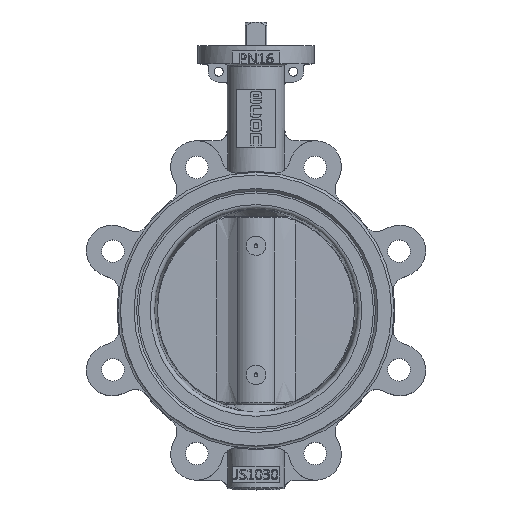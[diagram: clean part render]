
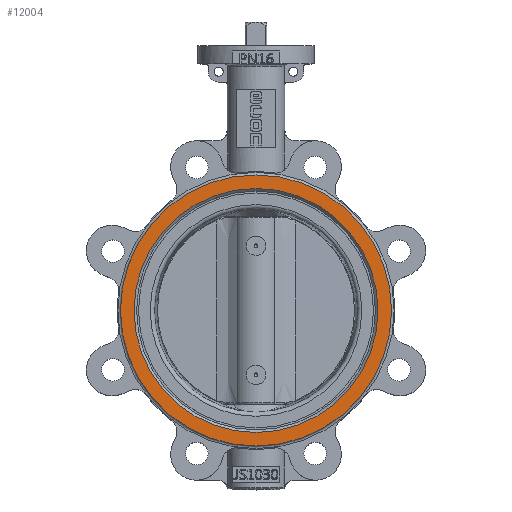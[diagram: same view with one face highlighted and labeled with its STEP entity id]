
A CAD part, top view. The second image highlights one B-rep face of the part: STEP entity #12004.
In plain terms, the highlighted planar face has unit normal (0, 0, 1).
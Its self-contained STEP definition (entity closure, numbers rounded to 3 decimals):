
#712=FACE_BOUND('',#2074,.T.);
#917=PLANE('',#12902);
#1348=FACE_OUTER_BOUND('',#2073,.T.);
#2073=EDGE_LOOP('',(#8752));
#2074=EDGE_LOOP('',(#8753));
#4621=CIRCLE('',#12903,105.);
#4622=CIRCLE('',#12904,94.5);
#5386=VERTEX_POINT('',#20698);
#5387=VERTEX_POINT('',#20700);
#6683=EDGE_CURVE('',#5386,#5386,#4621,.T.);
#6684=EDGE_CURVE('',#5387,#5387,#4622,.F.);
#8752=ORIENTED_EDGE('',*,*,#6683,.T.);
#8753=ORIENTED_EDGE('',*,*,#6684,.T.);
#12004=ADVANCED_FACE('',(#1348,#712),#917,.T.);
#12902=AXIS2_PLACEMENT_3D('',#20697,#14526,#14527);
#12903=AXIS2_PLACEMENT_3D('',#20699,#14528,#14529);
#12904=AXIS2_PLACEMENT_3D('',#20701,#14530,#14531);
#14526=DIRECTION('center_axis',(0.,0.,1.));
#14527=DIRECTION('ref_axis',(1.,0.,0.));
#14528=DIRECTION('center_axis',(0.,0.,1.));
#14529=DIRECTION('ref_axis',(1.,0.,0.));
#14530=DIRECTION('center_axis',(0.,0.,1.));
#14531=DIRECTION('ref_axis',(1.,0.,0.));
#20697=CARTESIAN_POINT('Origin',(0.,0.,27.25));
#20698=CARTESIAN_POINT('',(105.,0.,27.25));
#20699=CARTESIAN_POINT('Origin',(0.,0.,27.25));
#20700=CARTESIAN_POINT('',(94.5,0.,27.25));
#20701=CARTESIAN_POINT('Origin',(0.,0.,27.25));
